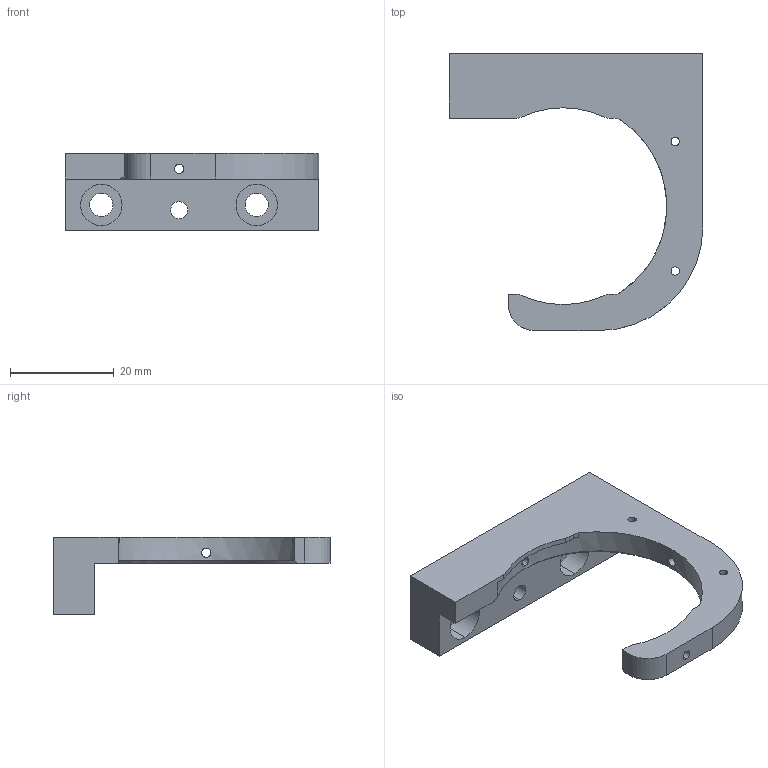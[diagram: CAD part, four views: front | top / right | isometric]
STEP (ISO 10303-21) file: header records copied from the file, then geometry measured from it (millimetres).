
FILE_DESCRIPTION (( 'STEP AP203' ), '1' );
FILE_NAME ('5_40mir_front.STEP', '2021-11-08T12:59:11', ( '' ), ( '' ), 'SwSTEP 2.0', 'SolidWorks 2020', '' );
FILE_SCHEMA (( 'CONFIG_CONTROL_DESIGN' ));
Length unit declared in the file: millimetre
Products named in the file (1): 5_40mir_front
Bounding box: 49 x 53.5 x 15 mm (x, y, z)
Volume: 8310.5 mm3; surface area: 5025.2 mm2
Topology: 1 solids, 1 shells, 60 faces, 161 edges, 104 vertices
Faces by surface type: cylinder 37, plane 18, cone 5
Entity records: 2071 total; most frequent: CARTESIAN_POINT 424, DIRECTION 342, ORIENTED_EDGE 314, EDGE_CURVE 157, AXIS2_PLACEMENT_3D 132, VERTEX_POINT 104, EDGE_LOOP 81, LINE 78
